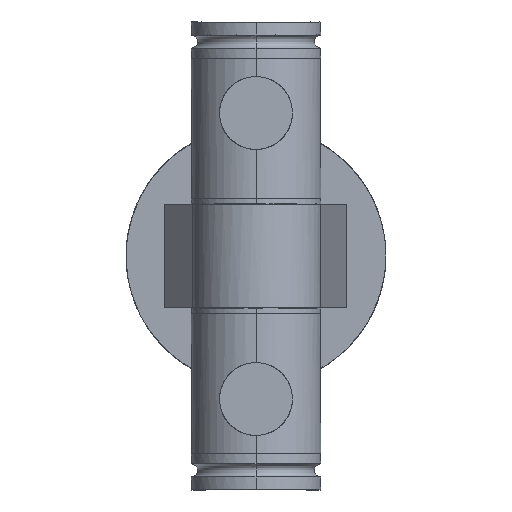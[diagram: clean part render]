
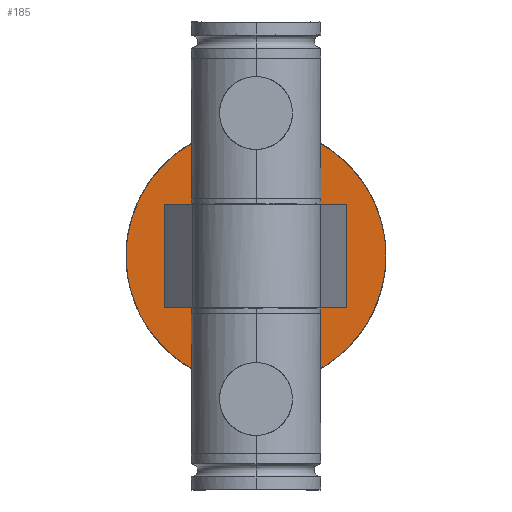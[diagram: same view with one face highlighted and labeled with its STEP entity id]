
A CAD part, front view. The second image highlights one B-rep face of the part: STEP entity #185.
In plain terms, the highlighted free-form (B-spline) face has degree [1, 1] with [2, 2] control points.
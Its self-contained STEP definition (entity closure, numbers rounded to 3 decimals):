
#11=FACE_BOUND('',#288,.T.);
#29=B_SPLINE_SURFACE_WITH_KNOTS('',1,1,((#2891,#2892),(#2893,#2894)),
 .UNSPECIFIED.,.F.,.F.,.F.,(2,2),(2,2),(0.,1.),(0.,1.),.UNSPECIFIED.);
#185=ADVANCED_FACE('',(#236,#11),#29,.T.);
#236=FACE_OUTER_BOUND('',#287,.T.);
#287=EDGE_LOOP('',(#428));
#288=EDGE_LOOP('',(#429));
#428=ORIENTED_EDGE('',*,*,#1154,.T.);
#429=ORIENTED_EDGE('',*,*,#1155,.T.);
#581=PCURVE('',#29,#734);
#582=PCURVE('',#29,#735);
#734=DEFINITIONAL_REPRESENTATION('',(#897),#3198);
#735=DEFINITIONAL_REPRESENTATION('',(#899),#3198);
#897=B_SPLINE_CURVE_WITH_KNOTS('',2,(#2906,#2907,#2908,#2909,#2910,#2911,
#2912,#2913,#2914,#2915,#2916,#2917,#2918,#2919,#2920,#2921,#2922,#2923,
#2924,#2925,#2926,#2927,#2928,#2929,#2930,#2931,#2932,#2933,#2934,#2935,
#2936,#2937,#2938),.UNSPECIFIED.,.T.,.F.,(3,2,2,2,2,2,2,2,2,2,2,2,2,2,2,
2,3),(0.,0.393,0.785,1.178,1.571,
1.963,2.356,2.749,3.142,3.534,
3.927,4.32,4.712,5.105,5.498,
5.89,6.283),.UNSPECIFIED.);
#898=B_SPLINE_CURVE_WITH_KNOTS('',1,(#2939,#2940,#2941,#2942,#2943),
 .UNSPECIFIED.,.T.,.F.,(2,1,1,1,2),(0.,1.,2.,3.,4.),.UNSPECIFIED.);
#899=B_SPLINE_CURVE_WITH_KNOTS('',1,(#2944,#2945,#2946,#2947,#2948),
 .UNSPECIFIED.,.T.,.F.,(2,1,1,1,2),(0.,1.,2.,3.,4.),.UNSPECIFIED.);
#1029=SURFACE_CURVE('',#1269,(#581),.PCURVE_S1.);
#1030=SURFACE_CURVE('',#898,(#582),.PCURVE_S1.);
#1154=EDGE_CURVE('',#1363,#1363,#1029,.T.);
#1155=EDGE_CURVE('',#1364,#1364,#1030,.T.);
#1269=(
BOUNDED_CURVE()
B_SPLINE_CURVE(2,(#2897,#2898,#2899,#2900,#2901,#2902,#2903,#2904,#2905),
 .UNSPECIFIED.,.T.,.F.)
B_SPLINE_CURVE_WITH_KNOTS((3,2,2,2,3),(0.,1.571,3.142,
4.712,6.283),.UNSPECIFIED.)
CURVE()
GEOMETRIC_REPRESENTATION_ITEM()
RATIONAL_B_SPLINE_CURVE((1.,0.707,1.,0.707,1.,0.707,
1.,0.707,1.))
REPRESENTATION_ITEM('')
);
#1363=VERTEX_POINT('',#2895);
#1364=VERTEX_POINT('',#2896);
#2891=CARTESIAN_POINT('',(-25.3,213.25,197.95));
#2892=CARTESIAN_POINT('',(-25.3,213.25,248.55));
#2893=CARTESIAN_POINT('',(25.3,213.25,197.95));
#2894=CARTESIAN_POINT('',(25.3,213.25,248.55));
#2895=CARTESIAN_POINT('',(25.,213.25,223.25));
#2896=CARTESIAN_POINT('',(-17.626,213.25,213.25));
#2897=CARTESIAN_POINT('',(25.,213.25,223.25));
#2898=CARTESIAN_POINT('',(25.,213.25,248.25));
#2899=CARTESIAN_POINT('',(0.,213.25,248.25));
#2900=CARTESIAN_POINT('',(-25.,213.25,248.25));
#2901=CARTESIAN_POINT('',(-25.,213.25,223.25));
#2902=CARTESIAN_POINT('',(-25.,213.25,198.25));
#2903=CARTESIAN_POINT('',(0.,213.25,198.25));
#2904=CARTESIAN_POINT('',(25.,213.25,198.25));
#2905=CARTESIAN_POINT('',(25.,213.25,223.25));
#2906=CARTESIAN_POINT('',(0.994,0.5));
#2907=CARTESIAN_POINT('',(0.994,0.598));
#2908=CARTESIAN_POINT('',(0.956,0.689));
#2909=CARTESIAN_POINT('',(0.919,0.78));
#2910=CARTESIAN_POINT('',(0.849,0.849));
#2911=CARTESIAN_POINT('',(0.78,0.919));
#2912=CARTESIAN_POINT('',(0.689,0.956));
#2913=CARTESIAN_POINT('',(0.598,0.994));
#2914=CARTESIAN_POINT('',(0.5,0.994));
#2915=CARTESIAN_POINT('',(0.402,0.994));
#2916=CARTESIAN_POINT('',(0.311,0.956));
#2917=CARTESIAN_POINT('',(0.22,0.919));
#2918=CARTESIAN_POINT('',(0.151,0.849));
#2919=CARTESIAN_POINT('',(0.081,0.78));
#2920=CARTESIAN_POINT('',(0.044,0.689));
#2921=CARTESIAN_POINT('',(0.006,0.598));
#2922=CARTESIAN_POINT('',(0.006,0.5));
#2923=CARTESIAN_POINT('',(0.006,0.402));
#2924=CARTESIAN_POINT('',(0.044,0.311));
#2925=CARTESIAN_POINT('',(0.081,0.22));
#2926=CARTESIAN_POINT('',(0.151,0.151));
#2927=CARTESIAN_POINT('',(0.22,0.081));
#2928=CARTESIAN_POINT('',(0.311,0.044));
#2929=CARTESIAN_POINT('',(0.402,0.006));
#2930=CARTESIAN_POINT('',(0.5,0.006));
#2931=CARTESIAN_POINT('',(0.598,0.006));
#2932=CARTESIAN_POINT('',(0.689,0.044));
#2933=CARTESIAN_POINT('',(0.78,0.081));
#2934=CARTESIAN_POINT('',(0.849,0.151));
#2935=CARTESIAN_POINT('',(0.919,0.22));
#2936=CARTESIAN_POINT('',(0.956,0.311));
#2937=CARTESIAN_POINT('',(0.994,0.402));
#2938=CARTESIAN_POINT('',(0.994,0.5));
#2939=CARTESIAN_POINT('',(-17.626,213.25,213.25));
#2940=CARTESIAN_POINT('',(-17.626,213.25,233.25));
#2941=CARTESIAN_POINT('',(17.374,213.25,233.25));
#2942=CARTESIAN_POINT('',(17.374,213.25,213.25));
#2943=CARTESIAN_POINT('',(-17.626,213.25,213.25));
#2944=CARTESIAN_POINT('',(0.152,0.302));
#2945=CARTESIAN_POINT('',(0.152,0.698));
#2946=CARTESIAN_POINT('',(0.843,0.698));
#2947=CARTESIAN_POINT('',(0.843,0.302));
#2948=CARTESIAN_POINT('',(0.152,0.302));
#3198=(
GEOMETRIC_REPRESENTATION_CONTEXT(2)
PARAMETRIC_REPRESENTATION_CONTEXT()
REPRESENTATION_CONTEXT('pspace','')
);
